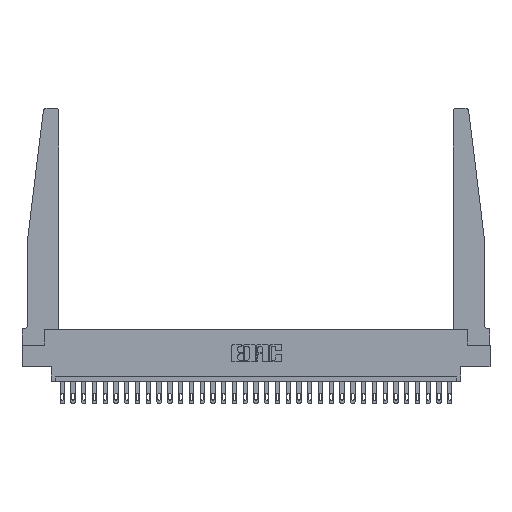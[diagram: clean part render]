
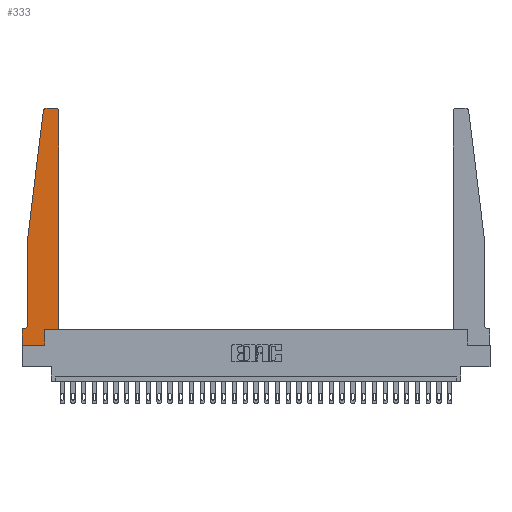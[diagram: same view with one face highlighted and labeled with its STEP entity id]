
A CAD part, top view. The second image highlights one B-rep face of the part: STEP entity #333.
In plain terms, the highlighted planar face has unit normal (0, 0, 1).
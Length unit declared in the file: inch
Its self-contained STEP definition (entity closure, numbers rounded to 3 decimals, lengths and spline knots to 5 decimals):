
#333 = ADVANCED_FACE ( 'NONE', ( #17259 ), #15040, .T. ) ;
#414 = VERTEX_POINT ( 'NONE', #24034 ) ;
#453 = VERTEX_POINT ( 'NONE', #24164 ) ;
#576 = AXIS2_PLACEMENT_3D ( 'NONE', #20781, #9607, #20359 ) ;
#884 = LINE ( 'NONE', #27659, #15726 ) ;
#1469 = DIRECTION ( 'NONE',  ( 1., 0., 0. ) ) ;
#1496 = DIRECTION ( 'NONE',  ( 1., 0., 0. ) ) ;
#2075 = CARTESIAN_POINT ( 'NONE',  ( 0., 0., 0.37 ) ) ;
#2402 = LINE ( 'NONE', #18178, #23366 ) ;
#2762 = DIRECTION ( 'NONE',  ( 0., 0., 1. ) ) ;
#2890 = VECTOR ( 'NONE', #21576, 39.37008 ) ;
#2892 = ORIENTED_EDGE ( 'NONE', *, *, #27832, .T. ) ;
#3272 = ORIENTED_EDGE ( 'NONE', *, *, #8370, .T. ) ;
#3381 = EDGE_CURVE ( 'NONE', #5556, #3583, #4956, .T. ) ;
#3424 = DIRECTION ( 'NONE',  ( 1., 0., 0. ) ) ;
#3445 = CARTESIAN_POINT ( 'NONE',  ( 0.2605, 0.18, 0.37 ) ) ;
#3583 = VERTEX_POINT ( 'NONE', #21132 ) ;
#4194 = DIRECTION ( 'NONE',  ( 0., -1., 0. ) ) ;
#4266 = LINE ( 'NONE', #10635, #7323 ) ;
#4305 = EDGE_CURVE ( 'NONE', #25441, #7026, #4266, .T. ) ;
#4748 = CIRCLE ( 'NONE', #576, 0.03 ) ;
#4956 = CIRCLE ( 'NONE', #7284, 0.03 ) ;
#5556 = VERTEX_POINT ( 'NONE', #7551 ) ;
#6256 = ORIENTED_EDGE ( 'NONE', *, *, #3381, .T. ) ;
#6974 = ORIENTED_EDGE ( 'NONE', *, *, #4305, .T. ) ;
#7026 = VERTEX_POINT ( 'NONE', #3445 ) ;
#7095 = CARTESIAN_POINT ( 'NONE',  ( 0.395, 2.72, 0.37 ) ) ;
#7233 = DIRECTION ( 'NONE',  ( 1., 0., 0. ) ) ;
#7284 = AXIS2_PLACEMENT_3D ( 'NONE', #7095, #2762, #7233 ) ;
#7289 = LINE ( 'NONE', #23154, #23292 ) ;
#7323 = VECTOR ( 'NONE', #19930, 39.37008 ) ;
#7551 = CARTESIAN_POINT ( 'NONE',  ( 0.425, 2.72, 0.37 ) ) ;
#7975 = VECTOR ( 'NONE', #4194, 39.37008 ) ;
#8370 = EDGE_CURVE ( 'NONE', #24503, #17008, #24116, .T. ) ;
#9607 = DIRECTION ( 'NONE',  ( 0., 0., 1. ) ) ;
#9945 = EDGE_CURVE ( 'NONE', #14693, #18743, #11153, .T. ) ;
#10093 = LINE ( 'NONE', #12132, #2890 ) ;
#10186 = EDGE_CURVE ( 'NONE', #453, #5556, #2402, .T. ) ;
#10367 = ORIENTED_EDGE ( 'NONE', *, *, #9945, .T. ) ;
#10635 = CARTESIAN_POINT ( 'NONE',  ( 0.2605, 0.18, 0.37 ) ) ;
#10772 = CARTESIAN_POINT ( 'NONE',  ( 0., 0.1875, 0.37 ) ) ;
#10889 = VERTEX_POINT ( 'NONE', #22949 ) ;
#11086 = ORIENTED_EDGE ( 'NONE', *, *, #20265, .T. ) ;
#11153 = LINE ( 'NONE', #24544, #20979 ) ;
#11648 = ORIENTED_EDGE ( 'NONE', *, *, #25094, .T. ) ;
#12132 = CARTESIAN_POINT ( 'NONE',  ( 0.25, 2.75, 0.37 ) ) ;
#12221 = DIRECTION ( 'NONE',  ( 0., 0., 1. ) ) ;
#12521 = DIRECTION ( 'NONE',  ( -1., 0., 0. ) ) ;
#14057 = CARTESIAN_POINT ( 'NONE',  ( 0., 0., 0.37 ) ) ;
#14212 = AXIS2_PLACEMENT_3D ( 'NONE', #23569, #12221, #1496 ) ;
#14693 = VERTEX_POINT ( 'NONE', #26336 ) ;
#14760 = DIRECTION ( 'NONE',  ( 0., 0., -1. ) ) ;
#15040 = PLANE ( 'NONE',  #14212 ) ;
#15064 = ORIENTED_EDGE ( 'NONE', *, *, #28775, .T. ) ;
#15229 = AXIS2_PLACEMENT_3D ( 'NONE', #19047, #14760, #12521 ) ;
#15304 = VERTEX_POINT ( 'NONE', #2075 ) ;
#15726 = VECTOR ( 'NONE', #1469, 39.37008 ) ;
#16041 = CARTESIAN_POINT ( 'NONE',  ( 0.065, 1.25, 0.37 ) ) ;
#16269 = LINE ( 'NONE', #14057, #24351 ) ;
#17008 = VERTEX_POINT ( 'NONE', #26930 ) ;
#17259 = FACE_OUTER_BOUND ( 'NONE', #26572, .T. ) ;
#17786 = CARTESIAN_POINT ( 'NONE',  ( 0.065, 1.25, 0.37 ) ) ;
#18178 = CARTESIAN_POINT ( 'NONE',  ( 0.425, 0.18, 0.37 ) ) ;
#18743 = VERTEX_POINT ( 'NONE', #10772 ) ;
#19047 = CARTESIAN_POINT ( 'NONE',  ( 0.015, 0.2375, 0.37 ) ) ;
#19879 = ORIENTED_EDGE ( 'NONE', *, *, #10186, .T. ) ;
#19930 = DIRECTION ( 'NONE',  ( 0., 1., 0. ) ) ;
#20265 = EDGE_CURVE ( 'NONE', #10889, #24503, #22143, .T. ) ;
#20289 = DIRECTION ( 'NONE',  ( -1., 0., 0. ) ) ;
#20359 = DIRECTION ( 'NONE',  ( 1., 0., 0. ) ) ;
#20781 = CARTESIAN_POINT ( 'NONE',  ( 0.27653, 2.72, 0.37 ) ) ;
#20979 = VECTOR ( 'NONE', #20289, 39.37008 ) ;
#21132 = CARTESIAN_POINT ( 'NONE',  ( 0.395, 2.75, 0.37 ) ) ;
#21361 = EDGE_CURVE ( 'NONE', #17008, #14693, #28360, .T. ) ;
#21480 = CARTESIAN_POINT ( 'NONE',  ( 0.2605, 0., 0.37 ) ) ;
#21576 = DIRECTION ( 'NONE',  ( -1., 0., 0. ) ) ;
#21802 = EDGE_CURVE ( 'NONE', #7026, #453, #884, .T. ) ;
#22143 = LINE ( 'NONE', #27362, #25022 ) ;
#22296 = DIRECTION ( 'NONE',  ( -0.122, -0.992, 0. ) ) ;
#22949 = CARTESIAN_POINT ( 'NONE',  ( 0.24675, 2.72367, 0.37 ) ) ;
#23008 = DIRECTION ( 'NONE',  ( 0., -1., 0. ) ) ;
#23154 = CARTESIAN_POINT ( 'NONE',  ( 0., 0., 0.37 ) ) ;
#23292 = VECTOR ( 'NONE', #23008, 39.37008 ) ;
#23366 = VECTOR ( 'NONE', #27271, 39.37008 ) ;
#23569 = CARTESIAN_POINT ( 'NONE',  ( 0., 0.1875, 0.37 ) ) ;
#24034 = CARTESIAN_POINT ( 'NONE',  ( 0.27653, 2.75, 0.37 ) ) ;
#24116 = LINE ( 'NONE', #17786, #7975 ) ;
#24164 = CARTESIAN_POINT ( 'NONE',  ( 0.425, 0.18, 0.37 ) ) ;
#24351 = VECTOR ( 'NONE', #3424, 39.37008 ) ;
#24503 = VERTEX_POINT ( 'NONE', #16041 ) ;
#24544 = CARTESIAN_POINT ( 'NONE',  ( 0.065, 0.1875, 0.37 ) ) ;
#25022 = VECTOR ( 'NONE', #22296, 39.37008 ) ;
#25094 = EDGE_CURVE ( 'NONE', #18743, #15304, #7289, .T. ) ;
#25189 = ORIENTED_EDGE ( 'NONE', *, *, #21802, .T. ) ;
#25441 = VERTEX_POINT ( 'NONE', #21480 ) ;
#25929 = EDGE_CURVE ( 'NONE', #15304, #25441, #16269, .T. ) ;
#25972 = ORIENTED_EDGE ( 'NONE', *, *, #21361, .T. ) ;
#26336 = CARTESIAN_POINT ( 'NONE',  ( 0.015, 0.1875, 0.37 ) ) ;
#26572 = EDGE_LOOP ( 'NONE', ( #15064, #2892, #11086, #3272, #25972, #10367, #11648, #26886, #6974, #25189, #19879, #6256 ) ) ;
#26886 = ORIENTED_EDGE ( 'NONE', *, *, #25929, .T. ) ;
#26930 = CARTESIAN_POINT ( 'NONE',  ( 0.065, 0.2375, 0.37 ) ) ;
#27271 = DIRECTION ( 'NONE',  ( 0., 1., 0. ) ) ;
#27362 = CARTESIAN_POINT ( 'NONE',  ( 0.065, 1.25, 0.37 ) ) ;
#27659 = CARTESIAN_POINT ( 'NONE',  ( 0.425, 0.18, 0.37 ) ) ;
#27832 = EDGE_CURVE ( 'NONE', #414, #10889, #4748, .T. ) ;
#28360 = CIRCLE ( 'NONE', #15229, 0.05 ) ;
#28775 = EDGE_CURVE ( 'NONE', #3583, #414, #10093, .T. ) ;
